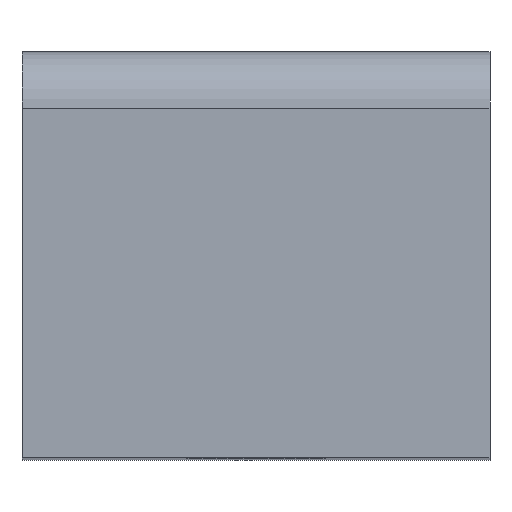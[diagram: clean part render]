
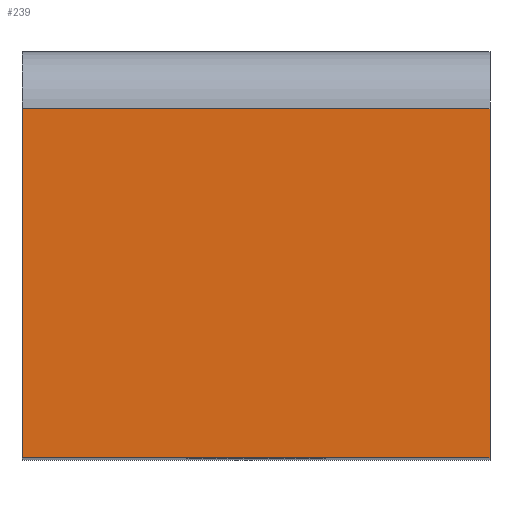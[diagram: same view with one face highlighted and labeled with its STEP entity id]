
A CAD part, top view. The second image highlights one B-rep face of the part: STEP entity #239.
In plain terms, the highlighted planar face has unit normal (0, 0, 1).
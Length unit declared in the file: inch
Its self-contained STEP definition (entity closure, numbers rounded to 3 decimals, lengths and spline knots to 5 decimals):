
#28=PLANE('',#286);
#41=FACE_OUTER_BOUND('',#58,.T.);
#58=EDGE_LOOP('',(#209,#210,#211,#212));
#76=LINE('',#409,#95);
#77=LINE('',#414,#96);
#78=LINE('',#417,#97);
#81=LINE('',#422,#100);
#95=VECTOR('',#337,0.3937);
#96=VECTOR('',#344,0.3937);
#97=VECTOR('',#347,0.3937);
#100=VECTOR('',#352,0.3937);
#129=VERTEX_POINT('',#406);
#130=VERTEX_POINT('',#408);
#131=VERTEX_POINT('',#412);
#132=VERTEX_POINT('',#416);
#155=EDGE_CURVE('',#129,#130,#76,.T.);
#158=EDGE_CURVE('',#130,#131,#77,.T.);
#159=EDGE_CURVE('',#132,#131,#78,.T.);
#162=EDGE_CURVE('',#129,#132,#81,.T.);
#209=ORIENTED_EDGE('',*,*,#158,.F.);
#210=ORIENTED_EDGE('',*,*,#155,.F.);
#211=ORIENTED_EDGE('',*,*,#162,.T.);
#212=ORIENTED_EDGE('',*,*,#159,.T.);
#239=ADVANCED_FACE('',(#41),#28,.T.);
#286=AXIS2_PLACEMENT_3D('',#421,#350,#351);
#337=DIRECTION('',(0.,1.,0.));
#344=DIRECTION('',(1.,0.,0.));
#347=DIRECTION('',(0.,1.,0.));
#350=DIRECTION('center_axis',(0.,0.,1.));
#351=DIRECTION('ref_axis',(1.,0.,0.));
#352=DIRECTION('',(1.,0.,0.));
#406=CARTESIAN_POINT('',(-0.288,0.,0.788));
#408=CARTESIAN_POINT('',(-0.288,0.43,0.788));
#409=CARTESIAN_POINT('',(-0.288,0.,0.788));
#412=CARTESIAN_POINT('',(0.288,0.43,0.788));
#414=CARTESIAN_POINT('',(-0.144,0.43,0.788));
#416=CARTESIAN_POINT('',(0.288,0.,0.788));
#417=CARTESIAN_POINT('',(0.288,0.,0.788));
#421=CARTESIAN_POINT('Origin',(-0.288,0.,0.788));
#422=CARTESIAN_POINT('',(-0.288,0.,0.788));
